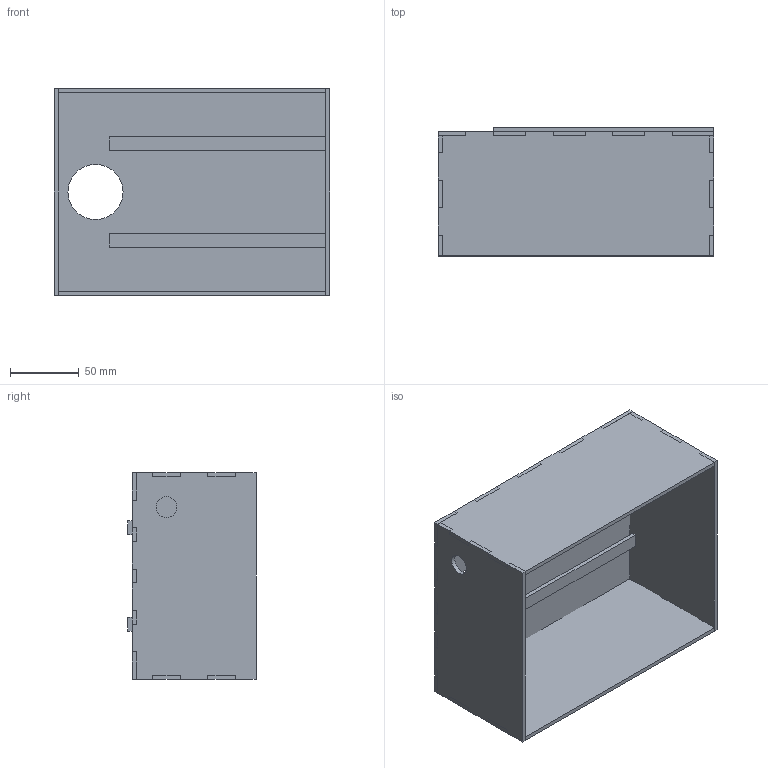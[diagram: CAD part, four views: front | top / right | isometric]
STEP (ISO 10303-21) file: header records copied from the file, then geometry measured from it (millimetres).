
FILE_DESCRIPTION(/* description */ (''),/* implementation_level */ '2;1');
FILE_NAME(/* name */ 'prototype_V2 v9.step',/* time_stamp */ '2022-06-21T23:50:51+03:00',/* author */ (''),/* organization */ (''),/* preprocessor_version */ 'ST-DEVELOPER v19',/* originating_system */ 'Autodesk Translation Framework v11.7.0.108',/* authorisation */ '');
FILE_SCHEMA (('AUTOMOTIVE_DESIGN { 1 0 10303 214 3 1 1 }'));
Length unit declared in the file: millimetre
Products named in the file (1): prototype_V2
Bounding box: 200 x 93 x 150 mm (x, y, z)
Volume: 289000.8 mm3; surface area: 202821.6 mm2
Topology: 7 solids, 7 shells, 256 faces, 726 edges, 484 vertices
Faces by surface type: plane 254, cylinder 2
Full cylindrical faces by diameter (mm): 15 x1, 40 x1
Entity records: 8169 total; most frequent: CARTESIAN_POINT 1467, ORIENTED_EDGE 1452, DIRECTION 1244, EDGE_CURVE 726, LINE 722, VECTOR 722, VERTEX_POINT 484, AXIS2_PLACEMENT_3D 261
